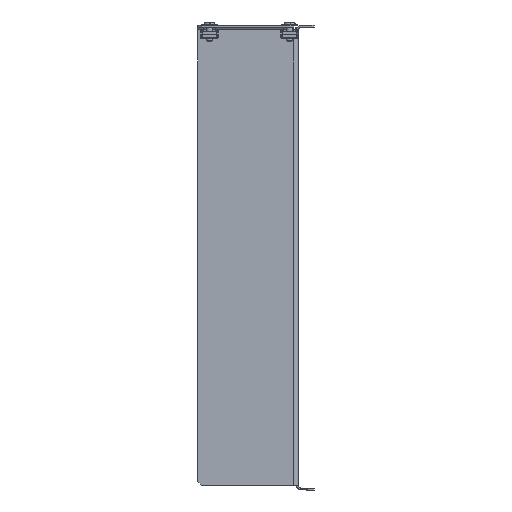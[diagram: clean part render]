
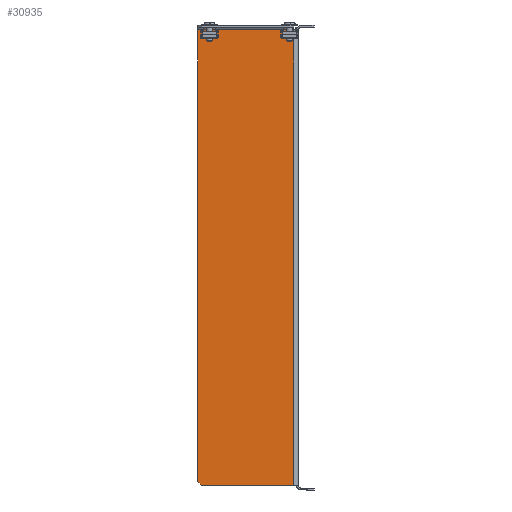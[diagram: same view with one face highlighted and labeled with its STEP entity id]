
A CAD part, left-side view. The second image highlights one B-rep face of the part: STEP entity #30935.
In plain terms, the highlighted planar face has unit normal (-1, 0, 0).
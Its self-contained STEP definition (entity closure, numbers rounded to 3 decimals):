
#500 = DIRECTION ( 'NONE',  ( 0., -1., 0. ) ) ;
#915 = DIRECTION ( 'NONE',  ( 0., 0., -1. ) ) ;
#1042 = LINE ( 'NONE', #35946, #9533 ) ;
#1733 = LINE ( 'NONE', #14760, #7363 ) ;
#2642 = ORIENTED_EDGE ( 'NONE', *, *, #7687, .T. ) ;
#2724 = VERTEX_POINT ( 'NONE', #8483 ) ;
#3023 = ORIENTED_EDGE ( 'NONE', *, *, #44789, .F. ) ;
#3748 = VECTOR ( 'NONE', #915, 1000. ) ;
#3763 = FACE_OUTER_BOUND ( 'NONE', #7777, .T. ) ;
#4797 = LINE ( 'NONE', #26010, #14926 ) ;
#5180 = AXIS2_PLACEMENT_3D ( 'NONE', #23530, #8740, #16296 ) ;
#5453 = ORIENTED_EDGE ( 'NONE', *, *, #9112, .T. ) ;
#7363 = VECTOR ( 'NONE', #28914, 1000. ) ;
#7687 = EDGE_CURVE ( 'NONE', #10321, #22279, #4797, .T. ) ;
#7777 = EDGE_LOOP ( 'NONE', ( #41843, #5453, #2642, #3023, #15108 ) ) ;
#8483 = CARTESIAN_POINT ( 'NONE',  ( -223.9, 74.6, 171.6 ) ) ;
#8740 = DIRECTION ( 'NONE',  ( 1., 0., 0. ) ) ;
#9112 = EDGE_CURVE ( 'NONE', #37028, #10321, #1042, .T. ) ;
#9533 = VECTOR ( 'NONE', #32304, 1000. ) ;
#10321 = VERTEX_POINT ( 'NONE', #16186 ) ;
#14760 = CARTESIAN_POINT ( 'NONE',  ( -223.9, 0., 171.6 ) ) ;
#14926 = VECTOR ( 'NONE', #500, 1000. ) ;
#15108 = ORIENTED_EDGE ( 'NONE', *, *, #36498, .T. ) ;
#16186 = CARTESIAN_POINT ( 'NONE',  ( -223.9, 71.6, -171.6 ) ) ;
#16296 = DIRECTION ( 'NONE',  ( 0., 1., 0. ) ) ;
#17323 = CARTESIAN_POINT ( 'NONE',  ( -223.9, 74.6, 0. ) ) ;
#18743 = LINE ( 'NONE', #17323, #28900 ) ;
#19030 = CARTESIAN_POINT ( 'NONE',  ( -223.9, 2., -171.6 ) ) ;
#19708 = VERTEX_POINT ( 'NONE', #28835 ) ;
#22279 = VERTEX_POINT ( 'NONE', #34165 ) ;
#23530 = CARTESIAN_POINT ( 'NONE',  ( -223.9, 0., 0. ) ) ;
#23948 = DIRECTION ( 'NONE',  ( 0., 0., -1. ) ) ;
#26010 = CARTESIAN_POINT ( 'NONE',  ( -223.9, 0., -171.6 ) ) ;
#27841 = EDGE_CURVE ( 'NONE', #2724, #37028, #18743, .T. ) ;
#28835 = CARTESIAN_POINT ( 'NONE',  ( -223.9, 2., 171.6 ) ) ;
#28900 = VECTOR ( 'NONE', #23948, 1000. ) ;
#28914 = DIRECTION ( 'NONE',  ( 0., 1., 0. ) ) ;
#30935 = ADVANCED_FACE ( 'NONE', ( #3763 ), #34159, .F. ) ;
#31949 = LINE ( 'NONE', #19030, #3748 ) ;
#32304 = DIRECTION ( 'NONE',  ( 0., -0.707, -0.707 ) ) ;
#34159 = PLANE ( 'NONE',  #5180 ) ;
#34165 = CARTESIAN_POINT ( 'NONE',  ( -223.9, 2., -171.6 ) ) ;
#35946 = CARTESIAN_POINT ( 'NONE',  ( -223.9, 71.6, -171.6 ) ) ;
#36498 = EDGE_CURVE ( 'NONE', #19708, #2724, #1733, .T. ) ;
#37028 = VERTEX_POINT ( 'NONE', #39670 ) ;
#39670 = CARTESIAN_POINT ( 'NONE',  ( -223.9, 74.6, -168.6 ) ) ;
#41843 = ORIENTED_EDGE ( 'NONE', *, *, #27841, .T. ) ;
#44789 = EDGE_CURVE ( 'NONE', #19708, #22279, #31949, .T. ) ;
